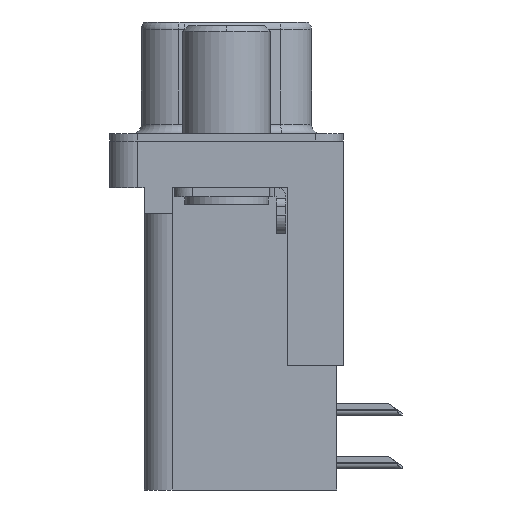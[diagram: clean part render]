
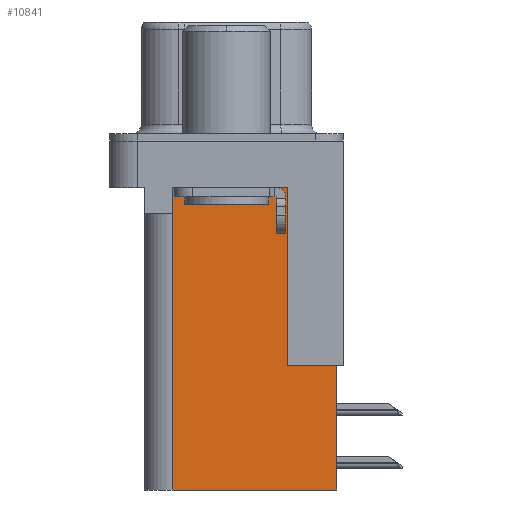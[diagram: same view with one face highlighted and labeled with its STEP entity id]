
A CAD part, left-side view. The second image highlights one B-rep face of the part: STEP entity #10841.
In plain terms, the highlighted planar face has unit normal (-1, 0, 0).
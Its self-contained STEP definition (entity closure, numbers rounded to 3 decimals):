
#980 = AXIS2_PLACEMENT_3D ( 'NONE', #6844, #8923, #23566 ) ;
#1577 = ORIENTED_EDGE ( 'NONE', *, *, #23952, .T. ) ;
#2043 = LINE ( 'NONE', #8698, #23514 ) ;
#2220 = LINE ( 'NONE', #9448, #18114 ) ;
#2298 = ORIENTED_EDGE ( 'NONE', *, *, #18042, .F. ) ;
#3048 = ORIENTED_EDGE ( 'NONE', *, *, #16742, .F. ) ;
#3228 = CARTESIAN_POINT ( 'NONE',  ( 3.79, -3.295, -18.76 ) ) ;
#3487 = VERTEX_POINT ( 'NONE', #25778 ) ;
#3940 = VERTEX_POINT ( 'NONE', #9884 ) ;
#5476 = VECTOR ( 'NONE', #16821, 1000. ) ;
#5922 = ORIENTED_EDGE ( 'NONE', *, *, #10615, .T. ) ;
#6264 = CARTESIAN_POINT ( 'NONE',  ( 3.79, 2.925, -3.9 ) ) ;
#6378 = EDGE_CURVE ( 'NONE', #9979, #6559, #2220, .T. ) ;
#6559 = VERTEX_POINT ( 'NONE', #7927 ) ;
#6844 = CARTESIAN_POINT ( 'NONE',  ( 3.79, -3.295, -18.76 ) ) ;
#7043 = VERTEX_POINT ( 'NONE', #6264 ) ;
#7155 = EDGE_CURVE ( 'NONE', #24539, #7043, #23339, .T. ) ;
#7642 = ORIENTED_EDGE ( 'NONE', *, *, #7155, .T. ) ;
#7927 = CARTESIAN_POINT ( 'NONE',  ( 3.79, 2.895, -2.5 ) ) ;
#8106 = CARTESIAN_POINT ( 'NONE',  ( 3.79, -5.925, -18.76 ) ) ;
#8698 = CARTESIAN_POINT ( 'NONE',  ( 3.79, -6.295, -12.05 ) ) ;
#8923 = DIRECTION ( 'NONE',  ( 1., 0., 0. ) ) ;
#9214 = EDGE_CURVE ( 'NONE', #3940, #25192, #18586, .T. ) ;
#9354 = EDGE_LOOP ( 'NONE', ( #15292, #14737, #7642, #3048, #2298, #9685, #1577, #5922 ) ) ;
#9448 = CARTESIAN_POINT ( 'NONE',  ( 3.79, -3.295, -2.5 ) ) ;
#9685 = ORIENTED_EDGE ( 'NONE', *, *, #9214, .F. ) ;
#9884 = CARTESIAN_POINT ( 'NONE',  ( 3.79, -5.925, -12.05 ) ) ;
#9979 = VERTEX_POINT ( 'NONE', #26637 ) ;
#10235 = EDGE_CURVE ( 'NONE', #6559, #24539, #11631, .T. ) ;
#10600 = CARTESIAN_POINT ( 'NONE',  ( 3.79, 0., -3.9 ) ) ;
#10615 = EDGE_CURVE ( 'NONE', #3487, #9979, #12879, .T. ) ;
#10805 = DIRECTION ( 'NONE',  ( 0., 1., 0. ) ) ;
#10841 = ADVANCED_FACE ( 'NONE', ( #24086 ), #19359, .F. ) ;
#11537 = DIRECTION ( 'NONE',  ( 0., 1., 0. ) ) ;
#11631 = LINE ( 'NONE', #12636, #5476 ) ;
#11691 = VECTOR ( 'NONE', #13675, 1000. ) ;
#12636 = CARTESIAN_POINT ( 'NONE',  ( 3.79, 2.895, -3.9 ) ) ;
#12817 = DIRECTION ( 'NONE',  ( 0., 1., 0. ) ) ;
#12879 = LINE ( 'NONE', #26985, #17797 ) ;
#13268 = DIRECTION ( 'NONE',  ( 0., 0., 1. ) ) ;
#13675 = DIRECTION ( 'NONE',  ( 0., 0., -1. ) ) ;
#14737 = ORIENTED_EDGE ( 'NONE', *, *, #10235, .T. ) ;
#15292 = ORIENTED_EDGE ( 'NONE', *, *, #6378, .T. ) ;
#15352 = CARTESIAN_POINT ( 'NONE',  ( 3.79, 2.925, -18.76 ) ) ;
#15573 = DIRECTION ( 'NONE',  ( 0., 1., 0. ) ) ;
#15759 = CARTESIAN_POINT ( 'NONE',  ( 3.79, -5.925, -2. ) ) ;
#15953 = VERTEX_POINT ( 'NONE', #20378 ) ;
#16451 = DIRECTION ( 'NONE',  ( 0., 0., 1. ) ) ;
#16742 = EDGE_CURVE ( 'NONE', #15953, #7043, #19909, .T. ) ;
#16821 = DIRECTION ( 'NONE',  ( 0., 0., -1. ) ) ;
#17714 = VECTOR ( 'NONE', #12817, 1000. ) ;
#17797 = VECTOR ( 'NONE', #16451, 1000. ) ;
#18042 = EDGE_CURVE ( 'NONE', #25192, #15953, #18193, .T. ) ;
#18114 = VECTOR ( 'NONE', #11537, 1000. ) ;
#18193 = LINE ( 'NONE', #3228, #23767 ) ;
#18586 = LINE ( 'NONE', #15759, #11691 ) ;
#19359 = PLANE ( 'NONE',  #980 ) ;
#19909 = LINE ( 'NONE', #15352, #24152 ) ;
#20378 = CARTESIAN_POINT ( 'NONE',  ( 3.79, 2.925, -18.76 ) ) ;
#23339 = LINE ( 'NONE', #10600, #17714 ) ;
#23514 = VECTOR ( 'NONE', #10805, 1000. ) ;
#23566 = DIRECTION ( 'NONE',  ( 0., 1., 0. ) ) ;
#23767 = VECTOR ( 'NONE', #15573, 1000. ) ;
#23952 = EDGE_CURVE ( 'NONE', #3940, #3487, #2043, .T. ) ;
#24086 = FACE_OUTER_BOUND ( 'NONE', #9354, .T. ) ;
#24152 = VECTOR ( 'NONE', #13268, 1000. ) ;
#24539 = VERTEX_POINT ( 'NONE', #25128 ) ;
#25128 = CARTESIAN_POINT ( 'NONE',  ( 3.79, 2.895, -3.9 ) ) ;
#25192 = VERTEX_POINT ( 'NONE', #8106 ) ;
#25778 = CARTESIAN_POINT ( 'NONE',  ( 3.79, -3.295, -12.05 ) ) ;
#26637 = CARTESIAN_POINT ( 'NONE',  ( 3.79, -3.295, -2.5 ) ) ;
#26985 = CARTESIAN_POINT ( 'NONE',  ( 3.79, -3.295, -18.76 ) ) ;
